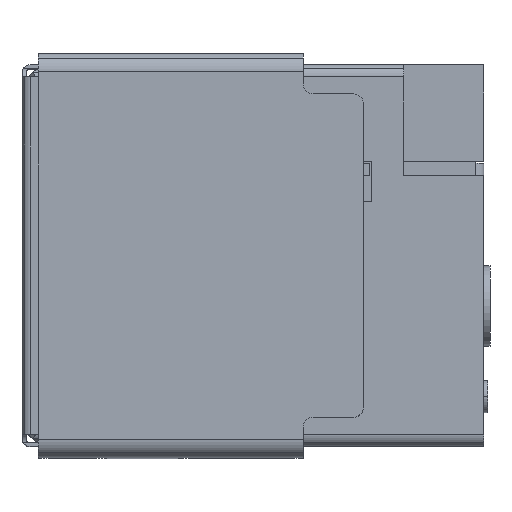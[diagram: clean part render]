
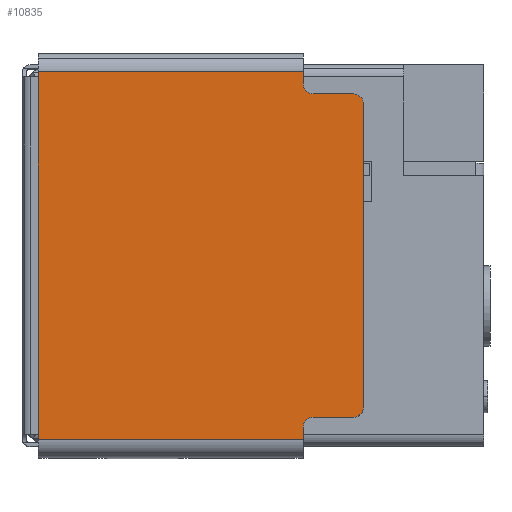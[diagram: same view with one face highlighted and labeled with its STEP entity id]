
A CAD part, top view. The second image highlights one B-rep face of the part: STEP entity #10835.
In plain terms, the highlighted planar face has unit normal (0, 0, 1).
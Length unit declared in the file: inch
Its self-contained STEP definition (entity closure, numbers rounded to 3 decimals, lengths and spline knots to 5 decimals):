
#475 = CARTESIAN_POINT ( 'NONE',  ( 0.51715, 0.30674, 0.07695 ) ) ;
#870 = AXIS2_PLACEMENT_3D ( 'NONE', #27625, #5090, #25173 ) ;
#1383 = CARTESIAN_POINT ( 'NONE',  ( 0.5073, -0.00035, 0.07695 ) ) ;
#1634 = DIRECTION ( 'NONE',  ( 0., 0., 1. ) ) ;
#2990 = ORIENTED_EDGE ( 'NONE', *, *, #13873, .F. ) ;
#3618 = EDGE_CURVE ( 'NONE', #9840, #30226, #12437, .T. ) ;
#4088 = VECTOR ( 'NONE', #6815, 39.37008 ) ;
#4099 = VERTEX_POINT ( 'NONE', #19414 ) ;
#4151 = CARTESIAN_POINT ( 'NONE',  ( 0.46793, -0.01019, 0.07695 ) ) ;
#4213 = VERTEX_POINT ( 'NONE', #12972 ) ;
#4481 = VECTOR ( 'NONE', #10396, 39.37008 ) ;
#4588 = DIRECTION ( 'NONE',  ( 0., 0., 1. ) ) ;
#4837 = EDGE_CURVE ( 'NONE', #12232, #17693, #6344, .T. ) ;
#5090 = DIRECTION ( 'NONE',  ( 0., 0., -1. ) ) ;
#5287 = VERTEX_POINT ( 'NONE', #6226 ) ;
#5972 = DIRECTION ( 'NONE',  ( 0., -1., 0. ) ) ;
#6201 = VERTEX_POINT ( 'NONE', #17992 ) ;
#6226 = CARTESIAN_POINT ( 'NONE',  ( 0.19825, -0.022, 0.07695 ) ) ;
#6344 = LINE ( 'NONE', #13771, #23685 ) ;
#6653 = VERTEX_POINT ( 'NONE', #16747 ) ;
#6706 = PLANE ( 'NONE',  #13745 ) ;
#6815 = DIRECTION ( 'NONE',  ( -1., 0., 0. ) ) ;
#6903 = DIRECTION ( 'NONE',  ( 0., 0., 1. ) ) ;
#7320 = EDGE_CURVE ( 'NONE', #30226, #6653, #20571, .T. ) ;
#7663 = ORIENTED_EDGE ( 'NONE', *, *, #24453, .F. ) ;
#7872 = EDGE_CURVE ( 'NONE', #5287, #4213, #28016, .T. ) ;
#8883 = DIRECTION ( 'NONE',  ( 0., 1., 0. ) ) ;
#8940 = LINE ( 'NONE', #17033, #20805 ) ;
#9197 = ORIENTED_EDGE ( 'NONE', *, *, #25109, .F. ) ;
#9270 = CARTESIAN_POINT ( 'NONE',  ( 0.45809, 0.32642, 0.07695 ) ) ;
#9426 = DIRECTION ( 'NONE',  ( 0., 0., -1. ) ) ;
#9814 = LINE ( 'NONE', #24667, #13380 ) ;
#9840 = VERTEX_POINT ( 'NONE', #28071 ) ;
#10275 = VERTEX_POINT ( 'NONE', #1383 ) ;
#10396 = DIRECTION ( 'NONE',  ( 1., 0., 0. ) ) ;
#10615 = EDGE_CURVE ( 'NONE', #6201, #13859, #28454, .T. ) ;
#10835 = ADVANCED_FACE ( 'NONE', ( #24171 ), #6706, .T. ) ;
#11504 = DIRECTION ( 'NONE',  ( 1., 0., 0. ) ) ;
#11991 = CIRCLE ( 'NONE', #16208, 0.00984 ) ;
#12232 = VERTEX_POINT ( 'NONE', #27828 ) ;
#12233 = EDGE_LOOP ( 'NONE', ( #9197, #29928, #2990, #25867, #28588, #21464, #7663, #24124, #27913, #23404, #20779, #30991 ) ) ;
#12437 = CIRCLE ( 'NONE', #870, 0.00984 ) ;
#12465 = DIRECTION ( 'NONE',  ( -1., 0., 0. ) ) ;
#12972 = CARTESIAN_POINT ( 'NONE',  ( 0.19825, 0.33823, 0.07695 ) ) ;
#13380 = VECTOR ( 'NONE', #16632, 39.37008 ) ;
#13396 = LINE ( 'NONE', #15730, #17887 ) ;
#13745 = AXIS2_PLACEMENT_3D ( 'NONE', #16302, #1634, #11504 ) ;
#13771 = CARTESIAN_POINT ( 'NONE',  ( 0.45809, 0.33823, 0.07695 ) ) ;
#13859 = VERTEX_POINT ( 'NONE', #21570 ) ;
#13873 = EDGE_CURVE ( 'NONE', #10275, #6201, #9814, .T. ) ;
#14060 = DIRECTION ( 'NONE',  ( 1., 0., 0. ) ) ;
#14223 = CARTESIAN_POINT ( 'NONE',  ( 0.5073, 0.00949, 0.07695 ) ) ;
#15369 = LINE ( 'NONE', #29884, #4481 ) ;
#15730 = CARTESIAN_POINT ( 'NONE',  ( 0.45809, -0.01019, 0.07695 ) ) ;
#15994 = CARTESIAN_POINT ( 'NONE',  ( 0.19825, -0.022, 0.07695 ) ) ;
#16063 = CARTESIAN_POINT ( 'NONE',  ( 0.51715, 0.30674, 0.07695 ) ) ;
#16208 = AXIS2_PLACEMENT_3D ( 'NONE', #14223, #9426, #14060 ) ;
#16302 = CARTESIAN_POINT ( 'NONE',  ( 0.45809, 0.34611, 0.07695 ) ) ;
#16632 = DIRECTION ( 'NONE',  ( -1., 0., 0. ) ) ;
#16728 = EDGE_CURVE ( 'NONE', #12232, #4213, #24123, .T. ) ;
#16747 = CARTESIAN_POINT ( 'NONE',  ( 0.51715, 0.00949, 0.07695 ) ) ;
#17033 = CARTESIAN_POINT ( 'NONE',  ( 0.19825, -0.022, 0.07695 ) ) ;
#17693 = VERTEX_POINT ( 'NONE', #9270 ) ;
#17887 = VECTOR ( 'NONE', #5972, 39.37008 ) ;
#17992 = CARTESIAN_POINT ( 'NONE',  ( 0.46793, -0.00035, 0.07695 ) ) ;
#18307 = DIRECTION ( 'NONE',  ( 0., 1., 0. ) ) ;
#19021 = DIRECTION ( 'NONE',  ( 1., 0., 0. ) ) ;
#19414 = CARTESIAN_POINT ( 'NONE',  ( 0.45809, -0.022, 0.07695 ) ) ;
#19520 = EDGE_CURVE ( 'NONE', #6653, #10275, #11991, .T. ) ;
#19704 = AXIS2_PLACEMENT_3D ( 'NONE', #20065, #4588, #12465 ) ;
#20065 = CARTESIAN_POINT ( 'NONE',  ( 0.46793, 0.32642, 0.07695 ) ) ;
#20410 = CARTESIAN_POINT ( 'NONE',  ( 0.46793, 0.31658, 0.07695 ) ) ;
#20571 = LINE ( 'NONE', #475, #26733 ) ;
#20779 = ORIENTED_EDGE ( 'NONE', *, *, #7872, .F. ) ;
#20783 = CIRCLE ( 'NONE', #19704, 0.00984 ) ;
#20805 = VECTOR ( 'NONE', #19021, 39.37008 ) ;
#20994 = VECTOR ( 'NONE', #18307, 39.37008 ) ;
#21464 = ORIENTED_EDGE ( 'NONE', *, *, #3618, .F. ) ;
#21570 = CARTESIAN_POINT ( 'NONE',  ( 0.45809, -0.01019, 0.07695 ) ) ;
#23404 = ORIENTED_EDGE ( 'NONE', *, *, #16728, .T. ) ;
#23685 = VECTOR ( 'NONE', #31784, 39.37008 ) ;
#24123 = LINE ( 'NONE', #31597, #4088 ) ;
#24124 = ORIENTED_EDGE ( 'NONE', *, *, #24156, .F. ) ;
#24156 = EDGE_CURVE ( 'NONE', #17693, #28795, #20783, .T. ) ;
#24171 = FACE_OUTER_BOUND ( 'NONE', #12233, .T. ) ;
#24317 = EDGE_CURVE ( 'NONE', #5287, #4099, #8940, .T. ) ;
#24453 = EDGE_CURVE ( 'NONE', #28795, #9840, #15369, .T. ) ;
#24667 = CARTESIAN_POINT ( 'NONE',  ( 0.5073, -0.00035, 0.07695 ) ) ;
#25109 = EDGE_CURVE ( 'NONE', #13859, #4099, #13396, .T. ) ;
#25173 = DIRECTION ( 'NONE',  ( 0., 1., 0. ) ) ;
#25867 = ORIENTED_EDGE ( 'NONE', *, *, #19520, .F. ) ;
#26733 = VECTOR ( 'NONE', #30799, 39.37008 ) ;
#27625 = CARTESIAN_POINT ( 'NONE',  ( 0.5073, 0.30674, 0.07695 ) ) ;
#27828 = CARTESIAN_POINT ( 'NONE',  ( 0.45809, 0.33823, 0.07695 ) ) ;
#27912 = AXIS2_PLACEMENT_3D ( 'NONE', #4151, #6903, #8883 ) ;
#27913 = ORIENTED_EDGE ( 'NONE', *, *, #4837, .F. ) ;
#28016 = LINE ( 'NONE', #15994, #20994 ) ;
#28071 = CARTESIAN_POINT ( 'NONE',  ( 0.5073, 0.31658, 0.07695 ) ) ;
#28454 = CIRCLE ( 'NONE', #27912, 0.00984 ) ;
#28588 = ORIENTED_EDGE ( 'NONE', *, *, #7320, .F. ) ;
#28795 = VERTEX_POINT ( 'NONE', #20410 ) ;
#29884 = CARTESIAN_POINT ( 'NONE',  ( 0.46793, 0.31658, 0.07695 ) ) ;
#29928 = ORIENTED_EDGE ( 'NONE', *, *, #10615, .F. ) ;
#30226 = VERTEX_POINT ( 'NONE', #16063 ) ;
#30799 = DIRECTION ( 'NONE',  ( 0., -1., 0. ) ) ;
#30991 = ORIENTED_EDGE ( 'NONE', *, *, #24317, .T. ) ;
#31597 = CARTESIAN_POINT ( 'NONE',  ( 0.45809, 0.33823, 0.07695 ) ) ;
#31784 = DIRECTION ( 'NONE',  ( 0., -1., 0. ) ) ;
